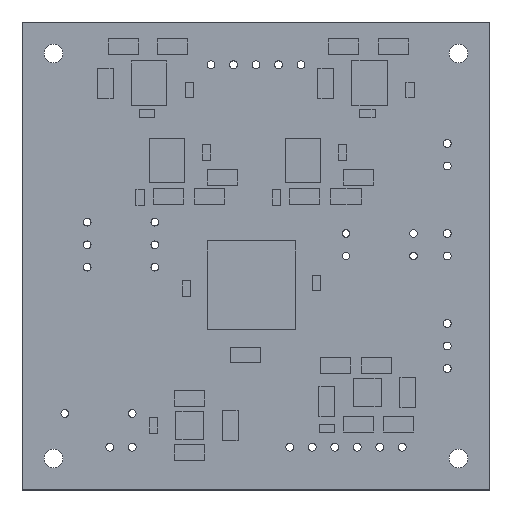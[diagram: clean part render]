
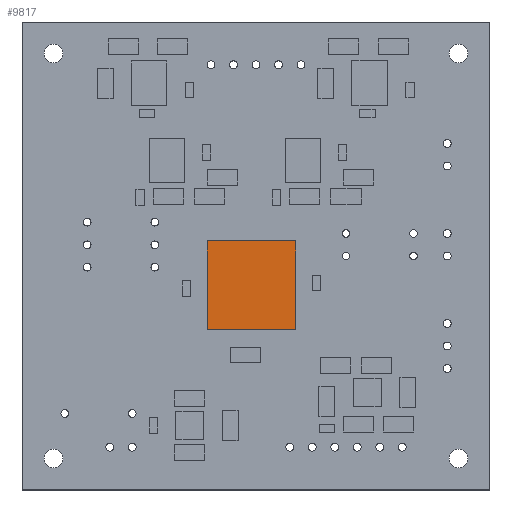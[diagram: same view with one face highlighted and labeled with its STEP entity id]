
A CAD part, top view. The second image highlights one B-rep face of the part: STEP entity #9817.
In plain terms, the highlighted planar face has unit normal (0, 0, 1).
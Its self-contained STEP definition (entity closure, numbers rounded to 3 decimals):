
#9503 = VERTEX_POINT('',#9504);
#9504 = CARTESIAN_POINT('',(-5.,-5.,1.15));
#9511 = PLANE('',#9512);
#9512 = AXIS2_PLACEMENT_3D('',#9513,#9514,#9515);
#9513 = CARTESIAN_POINT('',(-5.,-5.,0.));
#9514 = DIRECTION('',(-1.,0.,0.));
#9515 = DIRECTION('',(0.,1.,0.));
#9523 = PLANE('',#9524);
#9524 = AXIS2_PLACEMENT_3D('',#9525,#9526,#9527);
#9525 = CARTESIAN_POINT('',(5.,-5.,0.));
#9526 = DIRECTION('',(0.,-1.,0.));
#9527 = DIRECTION('',(-1.,0.,0.));
#9535 = EDGE_CURVE('',#9503,#9536,#9538,.T.);
#9536 = VERTEX_POINT('',#9537);
#9537 = CARTESIAN_POINT('',(-5.,5.,1.15));
#9538 = SURFACE_CURVE('',#9539,(#9543,#9550),.PCURVE_S1.);
#9539 = LINE('',#9540,#9541);
#9540 = CARTESIAN_POINT('',(-5.,-5.,1.15));
#9541 = VECTOR('',#9542,1.);
#9542 = DIRECTION('',(0.,1.,0.));
#9543 = PCURVE('',#9511,#9544);
#9544 = DEFINITIONAL_REPRESENTATION('',(#9545),#9549);
#9545 = LINE('',#9546,#9547);
#9546 = CARTESIAN_POINT('',(0.,-1.15));
#9547 = VECTOR('',#9548,1.);
#9548 = DIRECTION('',(1.,0.));
#9549 = ( GEOMETRIC_REPRESENTATION_CONTEXT(2) 
PARAMETRIC_REPRESENTATION_CONTEXT() REPRESENTATION_CONTEXT('2D SPACE',''
  ) );
#9550 = PCURVE('',#9551,#9556);
#9551 = PLANE('',#9552);
#9552 = AXIS2_PLACEMENT_3D('',#9553,#9554,#9555);
#9553 = CARTESIAN_POINT('',(-5.,-5.,1.15));
#9554 = DIRECTION('',(0.,0.,1.));
#9555 = DIRECTION('',(1.,0.,0.));
#9556 = DEFINITIONAL_REPRESENTATION('',(#9557),#9561);
#9557 = LINE('',#9558,#9559);
#9558 = CARTESIAN_POINT('',(0.,0.));
#9559 = VECTOR('',#9560,1.);
#9560 = DIRECTION('',(0.,1.));
#9561 = ( GEOMETRIC_REPRESENTATION_CONTEXT(2) 
PARAMETRIC_REPRESENTATION_CONTEXT() REPRESENTATION_CONTEXT('2D SPACE',''
  ) );
#9579 = PLANE('',#9580);
#9580 = AXIS2_PLACEMENT_3D('',#9581,#9582,#9583);
#9581 = CARTESIAN_POINT('',(-5.,5.,0.));
#9582 = DIRECTION('',(0.,1.,0.));
#9583 = DIRECTION('',(1.,0.,0.));
#9621 = EDGE_CURVE('',#9536,#9622,#9624,.T.);
#9622 = VERTEX_POINT('',#9623);
#9623 = CARTESIAN_POINT('',(5.,5.,1.15));
#9624 = SURFACE_CURVE('',#9625,(#9629,#9636),.PCURVE_S1.);
#9625 = LINE('',#9626,#9627);
#9626 = CARTESIAN_POINT('',(-5.,5.,1.15));
#9627 = VECTOR('',#9628,1.);
#9628 = DIRECTION('',(1.,0.,0.));
#9629 = PCURVE('',#9579,#9630);
#9630 = DEFINITIONAL_REPRESENTATION('',(#9631),#9635);
#9631 = LINE('',#9632,#9633);
#9632 = CARTESIAN_POINT('',(0.,-1.15));
#9633 = VECTOR('',#9634,1.);
#9634 = DIRECTION('',(1.,0.));
#9635 = ( GEOMETRIC_REPRESENTATION_CONTEXT(2) 
PARAMETRIC_REPRESENTATION_CONTEXT() REPRESENTATION_CONTEXT('2D SPACE',''
  ) );
#9636 = PCURVE('',#9551,#9637);
#9637 = DEFINITIONAL_REPRESENTATION('',(#9638),#9642);
#9638 = LINE('',#9639,#9640);
#9639 = CARTESIAN_POINT('',(0.,10.));
#9640 = VECTOR('',#9641,1.);
#9641 = DIRECTION('',(1.,0.));
#9642 = ( GEOMETRIC_REPRESENTATION_CONTEXT(2) 
PARAMETRIC_REPRESENTATION_CONTEXT() REPRESENTATION_CONTEXT('2D SPACE',''
  ) );
#9660 = PLANE('',#9661);
#9661 = AXIS2_PLACEMENT_3D('',#9662,#9663,#9664);
#9662 = CARTESIAN_POINT('',(5.,5.,0.));
#9663 = DIRECTION('',(1.,0.,0.));
#9664 = DIRECTION('',(0.,-1.,0.));
#9697 = EDGE_CURVE('',#9622,#9698,#9700,.T.);
#9698 = VERTEX_POINT('',#9699);
#9699 = CARTESIAN_POINT('',(5.,-5.,1.15));
#9700 = SURFACE_CURVE('',#9701,(#9705,#9712),.PCURVE_S1.);
#9701 = LINE('',#9702,#9703);
#9702 = CARTESIAN_POINT('',(5.,5.,1.15));
#9703 = VECTOR('',#9704,1.);
#9704 = DIRECTION('',(0.,-1.,0.));
#9705 = PCURVE('',#9660,#9706);
#9706 = DEFINITIONAL_REPRESENTATION('',(#9707),#9711);
#9707 = LINE('',#9708,#9709);
#9708 = CARTESIAN_POINT('',(0.,-1.15));
#9709 = VECTOR('',#9710,1.);
#9710 = DIRECTION('',(1.,0.));
#9711 = ( GEOMETRIC_REPRESENTATION_CONTEXT(2) 
PARAMETRIC_REPRESENTATION_CONTEXT() REPRESENTATION_CONTEXT('2D SPACE',''
  ) );
#9712 = PCURVE('',#9551,#9713);
#9713 = DEFINITIONAL_REPRESENTATION('',(#9714),#9718);
#9714 = LINE('',#9715,#9716);
#9715 = CARTESIAN_POINT('',(10.,10.));
#9716 = VECTOR('',#9717,1.);
#9717 = DIRECTION('',(0.,-1.));
#9718 = ( GEOMETRIC_REPRESENTATION_CONTEXT(2) 
PARAMETRIC_REPRESENTATION_CONTEXT() REPRESENTATION_CONTEXT('2D SPACE',''
  ) );
#9768 = EDGE_CURVE('',#9698,#9503,#9769,.T.);
#9769 = SURFACE_CURVE('',#9770,(#9774,#9781),.PCURVE_S1.);
#9770 = LINE('',#9771,#9772);
#9771 = CARTESIAN_POINT('',(5.,-5.,1.15));
#9772 = VECTOR('',#9773,1.);
#9773 = DIRECTION('',(-1.,0.,0.));
#9774 = PCURVE('',#9523,#9775);
#9775 = DEFINITIONAL_REPRESENTATION('',(#9776),#9780);
#9776 = LINE('',#9777,#9778);
#9777 = CARTESIAN_POINT('',(0.,-1.15));
#9778 = VECTOR('',#9779,1.);
#9779 = DIRECTION('',(1.,0.));
#9780 = ( GEOMETRIC_REPRESENTATION_CONTEXT(2) 
PARAMETRIC_REPRESENTATION_CONTEXT() REPRESENTATION_CONTEXT('2D SPACE',''
  ) );
#9781 = PCURVE('',#9551,#9782);
#9782 = DEFINITIONAL_REPRESENTATION('',(#9783),#9787);
#9783 = LINE('',#9784,#9785);
#9784 = CARTESIAN_POINT('',(10.,0.));
#9785 = VECTOR('',#9786,1.);
#9786 = DIRECTION('',(-1.,0.));
#9787 = ( GEOMETRIC_REPRESENTATION_CONTEXT(2) 
PARAMETRIC_REPRESENTATION_CONTEXT() REPRESENTATION_CONTEXT('2D SPACE',''
  ) );
#9817 = ADVANCED_FACE('',(#9818),#9551,.T.);
#9818 = FACE_BOUND('',#9819,.F.);
#9819 = EDGE_LOOP('',(#9820,#9821,#9822,#9823));
#9820 = ORIENTED_EDGE('',*,*,#9535,.T.);
#9821 = ORIENTED_EDGE('',*,*,#9621,.T.);
#9822 = ORIENTED_EDGE('',*,*,#9697,.T.);
#9823 = ORIENTED_EDGE('',*,*,#9768,.T.);
